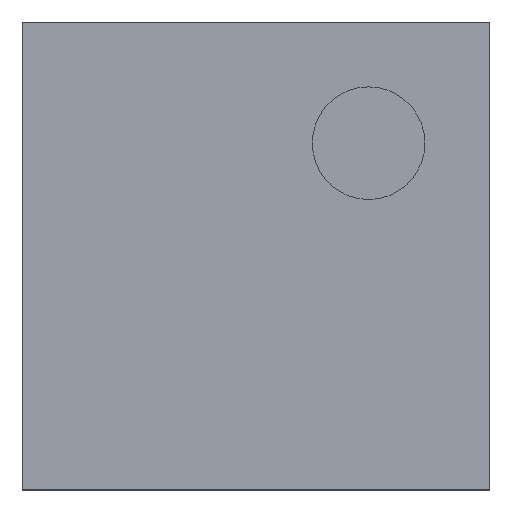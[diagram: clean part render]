
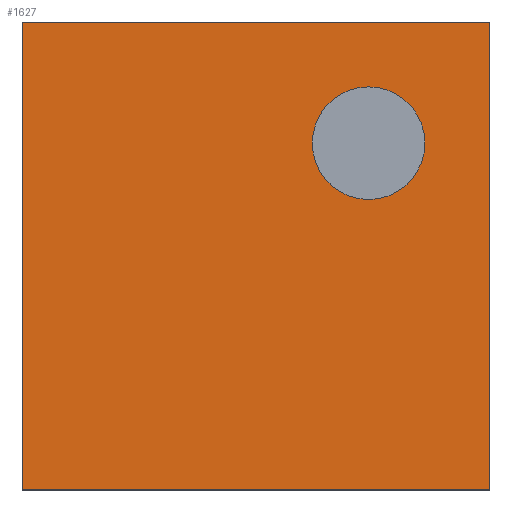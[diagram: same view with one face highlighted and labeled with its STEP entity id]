
A CAD part, top view. The second image highlights one B-rep face of the part: STEP entity #1627.
In plain terms, the highlighted planar face has unit normal (0, 0, 1).
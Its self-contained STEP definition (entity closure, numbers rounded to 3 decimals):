
#9 = CARTESIAN_POINT ( 'NONE',  ( 0., 0., 0.49 ) ) ;
#46 = CARTESIAN_POINT ( 'NONE',  ( 0.375, 0.25, 0.49 ) ) ;
#113 = VERTEX_POINT ( 'NONE', #304 ) ;
#114 = EDGE_LOOP ( 'NONE', ( #429, #1571 ) ) ;
#140 = VECTOR ( 'NONE', #627, 1000. ) ;
#167 = CARTESIAN_POINT ( 'NONE',  ( 0.125, 0.25, 0.49 ) ) ;
#194 = VECTOR ( 'NONE', #1572, 1000. ) ;
#204 = CARTESIAN_POINT ( 'NONE',  ( -0.519, 0.519, 0.49 ) ) ;
#227 = DIRECTION ( 'NONE',  ( 0., 1., 0. ) ) ;
#262 = CARTESIAN_POINT ( 'NONE',  ( -0.519, -0.519, 0.49 ) ) ;
#299 = DIRECTION ( 'NONE',  ( 0., 0., -1. ) ) ;
#304 = CARTESIAN_POINT ( 'NONE',  ( 0.519, -0.519, 0.49 ) ) ;
#370 = LINE ( 'NONE', #1029, #194 ) ;
#377 = DIRECTION ( 'NONE',  ( 0., -1., 0. ) ) ;
#395 = VERTEX_POINT ( 'NONE', #262 ) ;
#414 = VERTEX_POINT ( 'NONE', #167 ) ;
#429 = ORIENTED_EDGE ( 'NONE', *, *, #547, .T. ) ;
#438 = CARTESIAN_POINT ( 'NONE',  ( 0.25, 0.25, 0.49 ) ) ;
#443 = EDGE_CURVE ( 'NONE', #1110, #414, #930, .T. ) ;
#547 = EDGE_CURVE ( 'NONE', #414, #1110, #813, .T. ) ;
#627 = DIRECTION ( 'NONE',  ( -1., 0., 0. ) ) ;
#632 = CARTESIAN_POINT ( 'NONE',  ( -0.519, 0.345, 0.49 ) ) ;
#643 = VECTOR ( 'NONE', #377, 1000. ) ;
#747 = DIRECTION ( 'NONE',  ( -1., 0., 0. ) ) ;
#761 = DIRECTION ( 'NONE',  ( 0., 0., -1. ) ) ;
#769 = LINE ( 'NONE', #1451, #140 ) ;
#781 = ORIENTED_EDGE ( 'NONE', *, *, #1259, .F. ) ;
#813 = CIRCLE ( 'NONE', #1182, 0.125 ) ;
#817 = AXIS2_PLACEMENT_3D ( 'NONE', #9, #761, #1074 ) ;
#830 = EDGE_CURVE ( 'NONE', #1533, #113, #1050, .T. ) ;
#833 = DIRECTION ( 'NONE',  ( -1., 0., 0. ) ) ;
#903 = VECTOR ( 'NONE', #227, 1000. ) ;
#927 = EDGE_CURVE ( 'NONE', #1550, #1533, #370, .T. ) ;
#930 = CIRCLE ( 'NONE', #1733, 0.125 ) ;
#1029 = CARTESIAN_POINT ( 'NONE',  ( -0.345, 0.519, 0.49 ) ) ;
#1050 = LINE ( 'NONE', #1589, #643 ) ;
#1074 = DIRECTION ( 'NONE',  ( -1., 0., 0. ) ) ;
#1080 = ORIENTED_EDGE ( 'NONE', *, *, #830, .F. ) ;
#1110 = VERTEX_POINT ( 'NONE', #46 ) ;
#1182 = AXIS2_PLACEMENT_3D ( 'NONE', #1577, #1291, #747 ) ;
#1192 = ORIENTED_EDGE ( 'NONE', *, *, #927, .F. ) ;
#1206 = EDGE_CURVE ( 'NONE', #113, #395, #769, .T. ) ;
#1259 = EDGE_CURVE ( 'NONE', #395, #1550, #1460, .T. ) ;
#1291 = DIRECTION ( 'NONE',  ( 0., 0., -1. ) ) ;
#1386 = FACE_BOUND ( 'NONE', #114, .T. ) ;
#1451 = CARTESIAN_POINT ( 'NONE',  ( -0.345, -0.519, 0.49 ) ) ;
#1460 = LINE ( 'NONE', #632, #903 ) ;
#1533 = VERTEX_POINT ( 'NONE', #1693 ) ;
#1550 = VERTEX_POINT ( 'NONE', #204 ) ;
#1571 = ORIENTED_EDGE ( 'NONE', *, *, #443, .T. ) ;
#1572 = DIRECTION ( 'NONE',  ( 1., 0., 0. ) ) ;
#1577 = CARTESIAN_POINT ( 'NONE',  ( 0.25, 0.25, 0.49 ) ) ;
#1586 = EDGE_LOOP ( 'NONE', ( #1080, #1192, #781, #1601 ) ) ;
#1589 = CARTESIAN_POINT ( 'NONE',  ( 0.519, 0.345, 0.49 ) ) ;
#1601 = ORIENTED_EDGE ( 'NONE', *, *, #1206, .F. ) ;
#1627 = ADVANCED_FACE ( 'NONE', ( #1386, #1756 ), #1722, .F. ) ;
#1693 = CARTESIAN_POINT ( 'NONE',  ( 0.519, 0.519, 0.49 ) ) ;
#1722 = PLANE ( 'NONE',  #817 ) ;
#1733 = AXIS2_PLACEMENT_3D ( 'NONE', #438, #299, #833 ) ;
#1756 = FACE_OUTER_BOUND ( 'NONE', #1586, .T. ) ;
